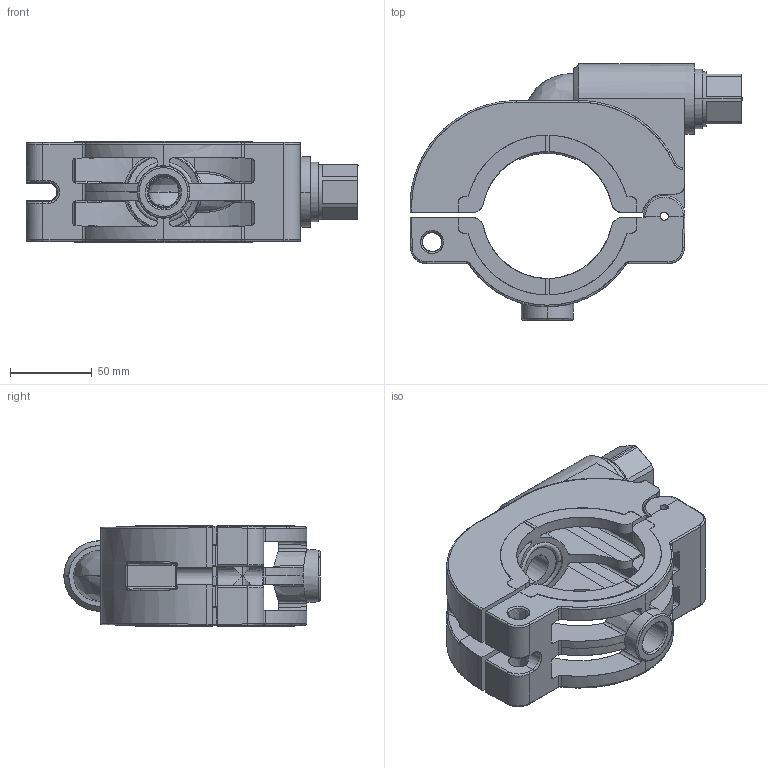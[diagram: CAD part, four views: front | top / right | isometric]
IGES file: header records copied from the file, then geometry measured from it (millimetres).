
Start section: SolidWorks IGES file using analytic representation for surfaces
Global section: file name: F17112.IGS; native system: SolidWorks 2018; preprocessor: SolidWorks 2018; author: andyr; date: 190731.095454; units: millimetre
Bounding box: 203.25 x 156.8 x 62.3 mm (x, y, z)
Surface area: 136475 mm2 (no closed solid volume)
Topology: 0 solids, 0 shells, 600 faces, 9250 edges, 9241 vertices
Faces by surface type: bspline 411, revolution 189
